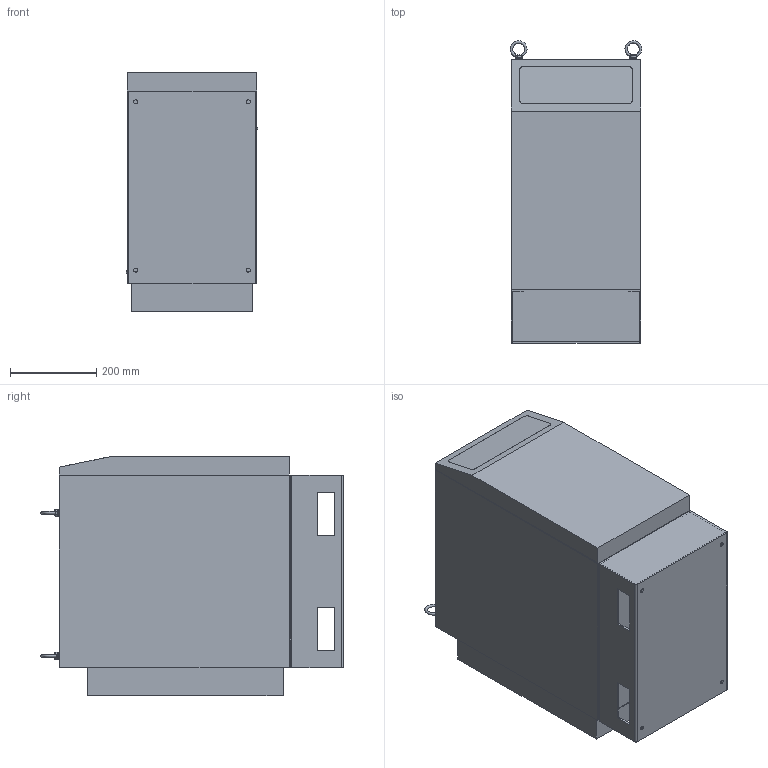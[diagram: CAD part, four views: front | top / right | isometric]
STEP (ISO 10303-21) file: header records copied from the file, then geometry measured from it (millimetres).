
FILE_DESCRIPTION(/* description */ (''),/* implementation_level */ '2;1');
FILE_NAME(/* name */ 'ISB-1400A.stp',/* time_stamp */ '2017-03-14T16:39:19-07:00',/* author */ ('Dvega'),/* organization */ (''),/* preprocessor_version */ 'ST-DEVELOPER v16.1',/* originating_system */ 'Autodesk Inventor 2016',/* authorisation */ '');
FILE_SCHEMA (('AUTOMOTIVE_DESIGN { 1 0 10303 214 3 1 1 }'));
Length unit declared in the file: inch
Products named in the file (1): ISB-1400A
Bounding box: 304.98 x 700.99 x 554.1 mm (x, y, z)
Volume: 87474442.4 mm3; surface area: 1755751.4 mm2
Topology: 1 solids, 1 shells, 131 faces, 341 edges, 222 vertices
Faces by surface type: plane 87, cylinder 26, bspline 12, torus 6
Full cylindrical faces by diameter (mm): 9 x4, 12.5 x4, 16 x6
Entity records: 4592 total; most frequent: CARTESIAN_POINT 1389, ORIENTED_EDGE 646, DIRECTION 593, EDGE_CURVE 323, VERTEX_POINT 220, LINE 213, VECTOR 213, AXIS2_PLACEMENT_3D 190
